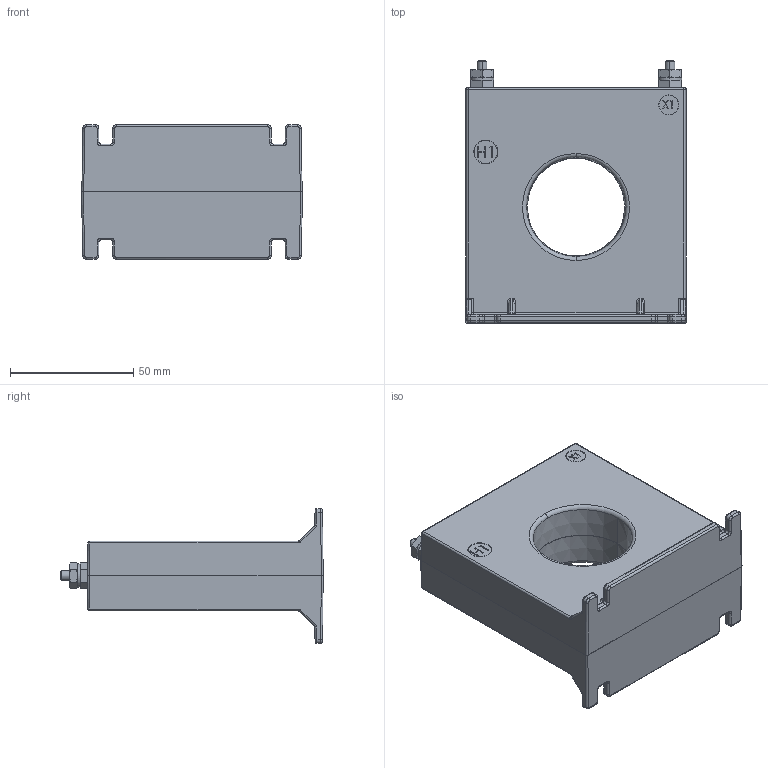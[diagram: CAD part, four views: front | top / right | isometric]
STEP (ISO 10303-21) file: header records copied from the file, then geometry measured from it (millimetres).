
FILE_DESCRIPTION (( 'STEP AP214' ), '1' );
FILE_NAME ('CTF-5SFT-0400.step', '2018-11-07T15:53:42', ( '' ), ( '' ), 'SwSTEP 2.0', 'SolidWorks 2018', '' );
FILE_SCHEMA (( 'AUTOMOTIVE_DESIGN' ));
Length unit declared in the file: inch
Products named in the file (1): CTF-5SFT-0400
Bounding box: 89.59 x 106.38 x 54.61 mm (x, y, z)
Volume: 213237.2 mm3; surface area: 48892 mm2
Topology: 10 solids, 10 shells, 437 faces, 1051 edges, 638 vertices
Faces by surface type: cylinder 156, plane 134, bspline 65, cone 56, sphere 16, torus 10
Entity records: 30578 total; most frequent: CARTESIAN_POINT 21125, ORIENTED_EDGE 2098, DIRECTION 1618, EDGE_CURVE 1049, VERTEX_POINT 638, AXIS2_PLACEMENT_3D 564, VECTOR 490, LINE 490
